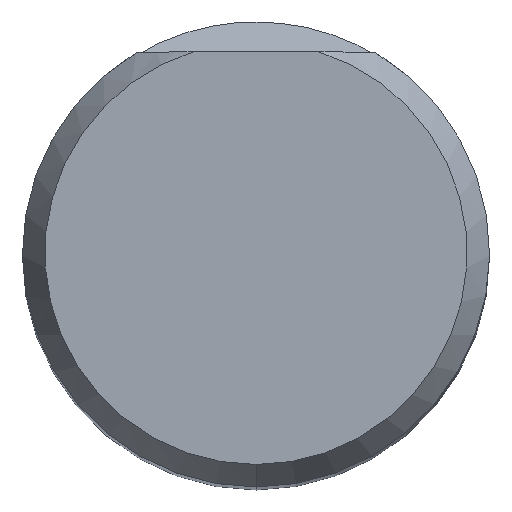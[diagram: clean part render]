
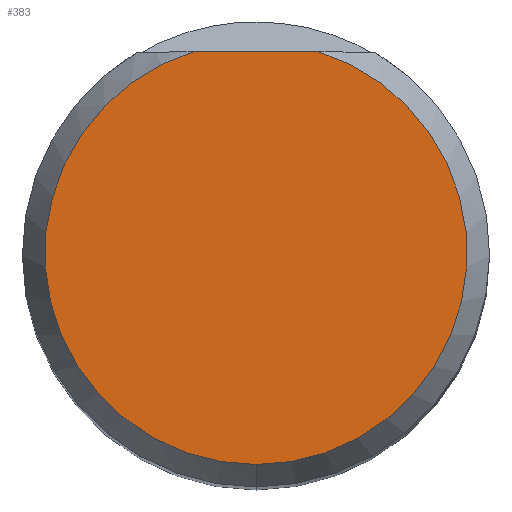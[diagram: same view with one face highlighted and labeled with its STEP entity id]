
A CAD part, top view. The second image highlights one B-rep face of the part: STEP entity #383.
In plain terms, the highlighted planar face has unit normal (0, 0, 1).
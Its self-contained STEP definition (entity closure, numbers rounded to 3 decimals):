
#313=VERTEX_POINT('',#876);
#377=VERTEX_POINT('',#944);
#383=ADVANCED_FACE('',(#950),#951,.T.);
#487=EDGE_CURVE('',#313,#377,#1066,.T.);
#497=EDGE_CURVE('',#547,#377,#1077,.T.);
#547=VERTEX_POINT('',#1131);
#757=EDGE_CURVE('',#547,#313,#1359,.T.);
#876=CARTESIAN_POINT('',(0.,-5.423,0.0));
#944=CARTESIAN_POINT('',(-1.585,5.186,0.0));
#950=FACE_OUTER_BOUND('',#2364,.T.);
#951=PLANE('',#2365);
#1066=CIRCLE('',#3876,5.423);
#1077=LINE('',#4565,#4566);
#1131=CARTESIAN_POINT('',(1.585,5.186,0.0));
#1359=CIRCLE('',#8199,5.423);
#2364=EDGE_LOOP('',(#8743,#8744,#8745));
#2365=AXIS2_PLACEMENT_3D('',#8746,#8747,#8748);
#3876=AXIS2_PLACEMENT_3D('',#8902,#8903,#8904);
#4565=CARTESIAN_POINT('',(-3.0,5.186,0.0));
#4566=VECTOR('',#8911,1.0);
#8199=AXIS2_PLACEMENT_3D('',#9160,#9161,#9162);
#8743=ORIENTED_EDGE('',*,*,#497,.T.);
#8744=ORIENTED_EDGE('',*,*,#487,.F.);
#8745=ORIENTED_EDGE('',*,*,#757,.F.);
#8746=CARTESIAN_POINT('',(0.0,2.711,0.0));
#8747=DIRECTION('',(-0.0,0.0,1.0));
#8748=DIRECTION('',(0.0,-1.0,0.0));
#8902=CARTESIAN_POINT('',(0.0,0.0,0.0));
#8903=DIRECTION('',(0.0,0.0,-1.0));
#8904=DIRECTION('',(0.0,1.0,0.0));
#8911=DIRECTION('',(-1.0,0.0,0.0));
#9160=CARTESIAN_POINT('',(0.0,0.0,0.0));
#9161=DIRECTION('',(0.0,0.0,-1.0));
#9162=DIRECTION('',(0.0,1.0,0.0));
